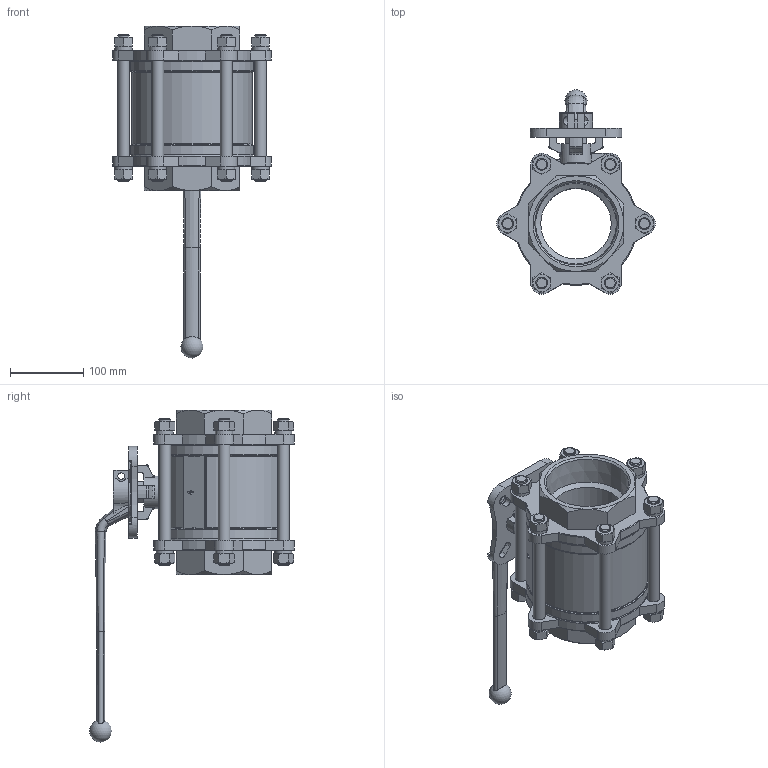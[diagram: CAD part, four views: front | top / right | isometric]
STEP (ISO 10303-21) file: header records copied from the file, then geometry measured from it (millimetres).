
FILE_DESCRIPTION(/* description */ ('STEP AP214'),/* implementation_level */ '2;1');
FILE_NAME(/* name */ '8096673_VZBE-4-T-63-T-2-F1012-M-V15V16',/* time_stamp */ '2024-09-18T02:24:40+02:00',/* author */ ('License CC BY-ND 4.0'),/* organization */ ('CADENAS'),/* preprocessor_version */ 'ST-DEVELOPER v19.3',/* originating_system */ 'PARTsolutions',/* authorisation */ ' ');
FILE_SCHEMA (('AUTOMOTIVE_DESIGN {1 0 10303 214 3 1 1}'));
Length unit declared in the file: millimetre
Products named in the file (3): 8096673 VZBE-4-T-63-T-2-F1012-M-V15V16; 4809126 VZBE-4-T-63-T-2-F1012-V15V16; 4895387 VAOH-F7-22-H9-A-22
Assembly tree (2 placements, depth 2):
  8096673 VZBE-4-T-63-T-2-F1012-M-V15V16
    4809126 VZBE-4-T-63-T-2-F1012-V15V16
    4895387 VAOH-F7-22-H9-A-22
Bounding box: 216.4 x 278.68 x 452 mm (x, y, z)
Volume: 3199422.7 mm3; surface area: 385688.5 mm2
Topology: 2 solids, 2 shells, 700 faces, 1739 edges, 1093 vertices
Faces by surface type: plane 304, cone 205, cylinder 151, torus 39, sphere 1
Full cylindrical faces by diameter (mm): 9 x2, 12 x1, 16 x19, 17 x12, 23.5 x12, 56 x1, 96 x1, 167.4 x2
Entity records: 20957 total; most frequent: CARTESIAN_POINT 5068, ORIENTED_EDGE 3286, DIRECTION 3160, EDGE_CURVE 1643, AXIS2_PLACEMENT_3D 1280, VERTEX_POINT 1072, EDGE_LOOP 865, FACE_BOUND 865
